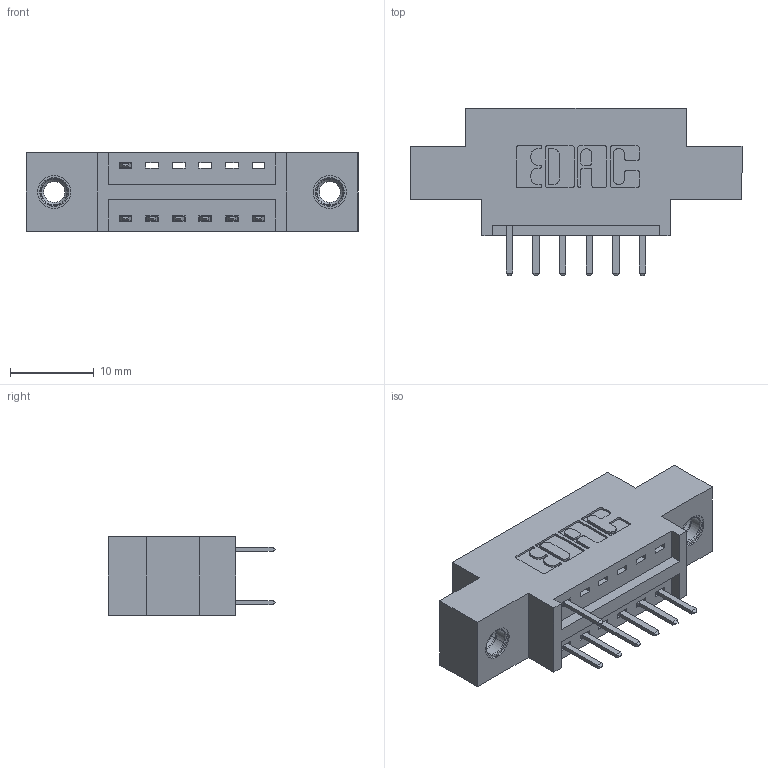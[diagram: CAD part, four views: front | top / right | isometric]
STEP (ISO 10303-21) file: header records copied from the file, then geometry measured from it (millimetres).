
FILE_DESCRIPTION (( 'STEP AP203' ), '1' );
FILE_NAME ('346-012-520-807.STEP', '2018-08-19T21:51:57', ( '' ), ( '' ), 'SwSTEP 2.0', 'SolidWorks 2016', '' );
FILE_SCHEMA (( 'CONFIG_CONTROL_DESIGN' ));
Length unit declared in the file: inch
Products named in the file (4): 346 Part_0.170 Offset - 0.156 Dia-TI; 345-292-001_345-293-120; 345-250-001_345-250-005-103; 346-012-520-807
Assembly tree (10 placements, depth 2):
  346-012-520-807
    346 Part_0.170 Offset - 0.156 Dia-TI
    345-292-001_345-293-120  x7
    345-250-001_345-250-005-103  x2
Bounding box: 39.62 x 20.02 x 9.4 mm (x, y, z)
Volume: 3368 mm3; surface area: 4010.4 mm2
Topology: 10 solids, 10 shells, 608 faces, 1723 edges, 1122 vertices
Faces by surface type: plane 396, cylinder 196, cone 12, torus 4
Entity records: 10034 total; most frequent: CARTESIAN_POINT 1722, ORIENTED_EDGE 1642, DIRECTION 1577, EDGE_CURVE 821, VECTOR 641, LINE 641, VERTEX_POINT 540, AXIS2_PLACEMENT_3D 468
